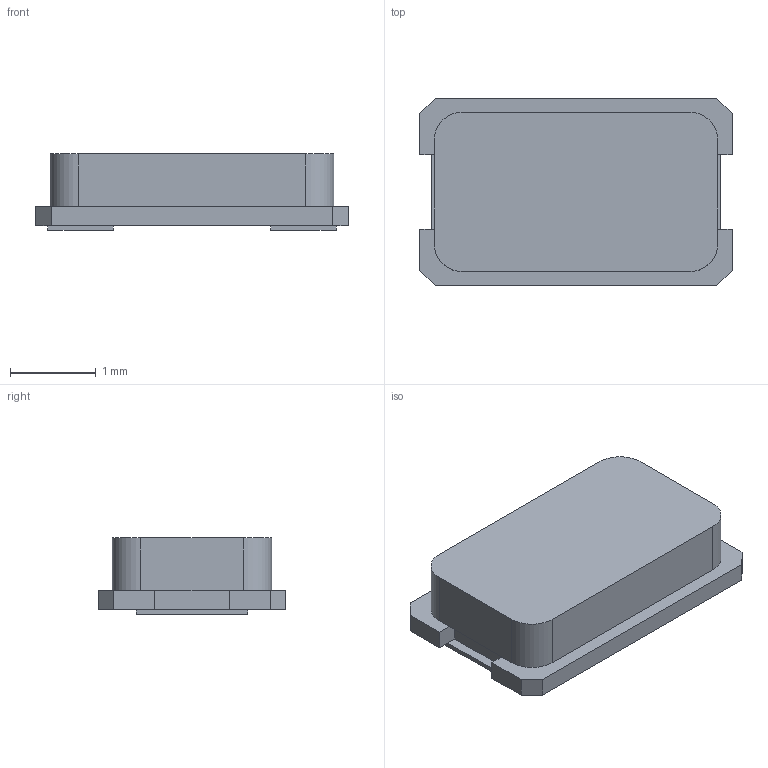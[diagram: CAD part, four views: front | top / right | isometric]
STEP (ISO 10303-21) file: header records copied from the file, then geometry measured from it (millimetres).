
FILE_DESCRIPTION(('FreeCAD Model'),'2;1');
FILE_NAME('Open CASCADE Shape Model','2022-10-07T18:25:54',( 'kicad StepUp'),('ksu MCAD'),'Open CASCADE STEP processor 7.5', 'FreeCAD','Unknown');
FILE_SCHEMA(('AUTOMOTIVE_DESIGN { 1 0 10303 214 1 1 1 1 }'));
Length unit declared in the file: millimetre
Products named in the file (1): Crystal_SMD_3215-2Pin_3.2x1.5mm
Bounding box: 3.63 x 2.18 x 0.89 mm (x, y, z)
Volume: 5.5 mm3; surface area: 40 mm2
Topology: 4 solids, 4 shells, 40 faces, 96 edges, 64 vertices
Faces by surface type: plane 36, cylinder 4
Entity records: 1857 total; most frequent: CARTESIAN_POINT 201, ORIENTED_EDGE 192, DIRECTION 186, PRESENTATION_STYLE_ASSIGNMENT 140, OVER_RIDING_STYLED_ITEM 136, CURVE_STYLE 100, DRAUGHTING_PRE_DEFINED_CURVE_FONT 100, EDGE_CURVE 96
